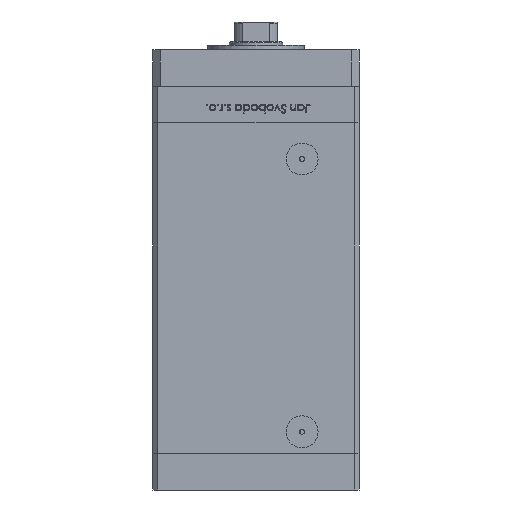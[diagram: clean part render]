
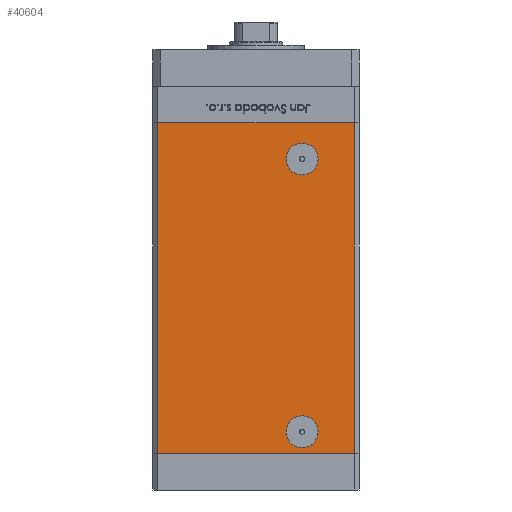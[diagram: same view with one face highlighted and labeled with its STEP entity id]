
A CAD part, front view. The second image highlights one B-rep face of the part: STEP entity #40604.
In plain terms, the highlighted planar face has unit normal (0, -1, 0).
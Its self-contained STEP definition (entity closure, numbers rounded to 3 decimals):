
#385 = VERTEX_POINT ( 'NONE', #20842 ) ;
#556 = EDGE_CURVE ( 'NONE', #38770, #50712, #48378, .T. ) ;
#928 = ORIENTED_EDGE ( 'NONE', *, *, #10297, .F. ) ;
#1792 = CARTESIAN_POINT ( 'NONE',  ( 19., -37.5, 128.08 ) ) ;
#2370 = DIRECTION ( 'NONE',  ( 0., 0., -1. ) ) ;
#3044 = CARTESIAN_POINT ( 'NONE',  ( 40.5, -37.5, 136.5 ) ) ;
#3694 = AXIS2_PLACEMENT_3D ( 'NONE', #43601, #34690, #26538 ) ;
#4215 = LINE ( 'NONE', #29702, #24557 ) ;
#5495 = EDGE_LOOP ( 'NONE', ( #50764, #928 ) ) ;
#6357 = CARTESIAN_POINT ( 'NONE',  ( 19., -37.5, 114.92 ) ) ;
#6392 = DIRECTION ( 'NONE',  ( 0., 1., 0. ) ) ;
#8553 = ORIENTED_EDGE ( 'NONE', *, *, #31510, .T. ) ;
#8556 = CARTESIAN_POINT ( 'NONE',  ( 19., -37.5, 15.58 ) ) ;
#9274 = CARTESIAN_POINT ( 'NONE',  ( 19., -37.5, 9. ) ) ;
#9720 = ORIENTED_EDGE ( 'NONE', *, *, #20428, .T. ) ;
#10297 = EDGE_CURVE ( 'NONE', #10825, #29337, #25133, .T. ) ;
#10825 = VERTEX_POINT ( 'NONE', #8556 ) ;
#11312 = CIRCLE ( 'NONE', #41561, 6.58 ) ;
#11335 = CARTESIAN_POINT ( 'NONE',  ( 19., -37.5, 121.5 ) ) ;
#13821 = FACE_BOUND ( 'NONE', #5495, .T. ) ;
#14309 = VERTEX_POINT ( 'NONE', #36395 ) ;
#14567 = VECTOR ( 'NONE', #36655, 1000. ) ;
#15058 = DIRECTION ( 'NONE',  ( 0., 0., -1. ) ) ;
#15805 = DIRECTION ( 'NONE',  ( 0., 0., -1. ) ) ;
#15929 = DIRECTION ( 'NONE',  ( 0., 1., 0. ) ) ;
#16698 = DIRECTION ( 'NONE',  ( 1., 0., 0. ) ) ;
#17291 = AXIS2_PLACEMENT_3D ( 'NONE', #51666, #6392, #15058 ) ;
#19289 = EDGE_LOOP ( 'NONE', ( #9720, #41463, #33310, #24555 ) ) ;
#20428 = EDGE_CURVE ( 'NONE', #14309, #385, #4215, .T. ) ;
#20721 = CARTESIAN_POINT ( 'NONE',  ( 40.5, -37.5, 136.5 ) ) ;
#20842 = CARTESIAN_POINT ( 'NONE',  ( 40.5, -37.5, 0. ) ) ;
#20918 = DIRECTION ( 'NONE',  ( 0., 0., -1. ) ) ;
#21191 = DIRECTION ( 'NONE',  ( 0., -1., 0. ) ) ;
#22015 = EDGE_CURVE ( 'NONE', #26143, #385, #52671, .T. ) ;
#22688 = EDGE_CURVE ( 'NONE', #28295, #14309, #46998, .T. ) ;
#24410 = DIRECTION ( 'NONE',  ( 0., 0., -1. ) ) ;
#24555 = ORIENTED_EDGE ( 'NONE', *, *, #22688, .T. ) ;
#24557 = VECTOR ( 'NONE', #16698, 1000. ) ;
#25133 = CIRCLE ( 'NONE', #30381, 6.58 ) ;
#26143 = VERTEX_POINT ( 'NONE', #20721 ) ;
#26538 = DIRECTION ( 'NONE',  ( 0., 0., 1. ) ) ;
#26801 = FACE_OUTER_BOUND ( 'NONE', #19289, .T. ) ;
#27517 = VECTOR ( 'NONE', #15805, 1000. ) ;
#28295 = VERTEX_POINT ( 'NONE', #48430 ) ;
#29337 = VERTEX_POINT ( 'NONE', #39171 ) ;
#29702 = CARTESIAN_POINT ( 'NONE',  ( -40.5, -37.5, 0. ) ) ;
#30381 = AXIS2_PLACEMENT_3D ( 'NONE', #31756, #52107, #24410 ) ;
#31410 = FACE_BOUND ( 'NONE', #34489, .T. ) ;
#31510 = EDGE_CURVE ( 'NONE', #50712, #38770, #39771, .T. ) ;
#31756 = CARTESIAN_POINT ( 'NONE',  ( 19., -37.5, 9. ) ) ;
#32065 = CARTESIAN_POINT ( 'NONE',  ( -40.5, -37.5, 136.5 ) ) ;
#33310 = ORIENTED_EDGE ( 'NONE', *, *, #36327, .F. ) ;
#34489 = EDGE_LOOP ( 'NONE', ( #35355, #8553 ) ) ;
#34527 = AXIS2_PLACEMENT_3D ( 'NONE', #11335, #15929, #2370 ) ;
#34690 = DIRECTION ( 'NONE',  ( 0., 1., 0. ) ) ;
#34765 = EDGE_CURVE ( 'NONE', #29337, #10825, #11312, .T. ) ;
#35355 = ORIENTED_EDGE ( 'NONE', *, *, #556, .T. ) ;
#36118 = DIRECTION ( 'NONE',  ( 1., 0., 0. ) ) ;
#36327 = EDGE_CURVE ( 'NONE', #28295, #26143, #43707, .T. ) ;
#36395 = CARTESIAN_POINT ( 'NONE',  ( -40.5, -37.5, 0. ) ) ;
#36655 = DIRECTION ( 'NONE',  ( 0., 0., -1. ) ) ;
#38770 = VERTEX_POINT ( 'NONE', #6357 ) ;
#39171 = CARTESIAN_POINT ( 'NONE',  ( 19., -37.5, 2.42 ) ) ;
#39771 = CIRCLE ( 'NONE', #17291, 6.58 ) ;
#40604 = ADVANCED_FACE ( 'NONE', ( #13821, #26801, #31410 ), #51232, .F. ) ;
#41463 = ORIENTED_EDGE ( 'NONE', *, *, #22015, .F. ) ;
#41561 = AXIS2_PLACEMENT_3D ( 'NONE', #9274, #21191, #20918 ) ;
#43601 = CARTESIAN_POINT ( 'NONE',  ( -40.5, -37.5, 136.5 ) ) ;
#43707 = LINE ( 'NONE', #48053, #52948 ) ;
#46998 = LINE ( 'NONE', #32065, #27517 ) ;
#48053 = CARTESIAN_POINT ( 'NONE',  ( -40.5, -37.5, 136.5 ) ) ;
#48378 = CIRCLE ( 'NONE', #34527, 6.58 ) ;
#48430 = CARTESIAN_POINT ( 'NONE',  ( -40.5, -37.5, 136.5 ) ) ;
#50712 = VERTEX_POINT ( 'NONE', #1792 ) ;
#50764 = ORIENTED_EDGE ( 'NONE', *, *, #34765, .F. ) ;
#51232 = PLANE ( 'NONE',  #3694 ) ;
#51666 = CARTESIAN_POINT ( 'NONE',  ( 19., -37.5, 121.5 ) ) ;
#52107 = DIRECTION ( 'NONE',  ( 0., -1., 0. ) ) ;
#52671 = LINE ( 'NONE', #3044, #14567 ) ;
#52948 = VECTOR ( 'NONE', #36118, 1000. ) ;
